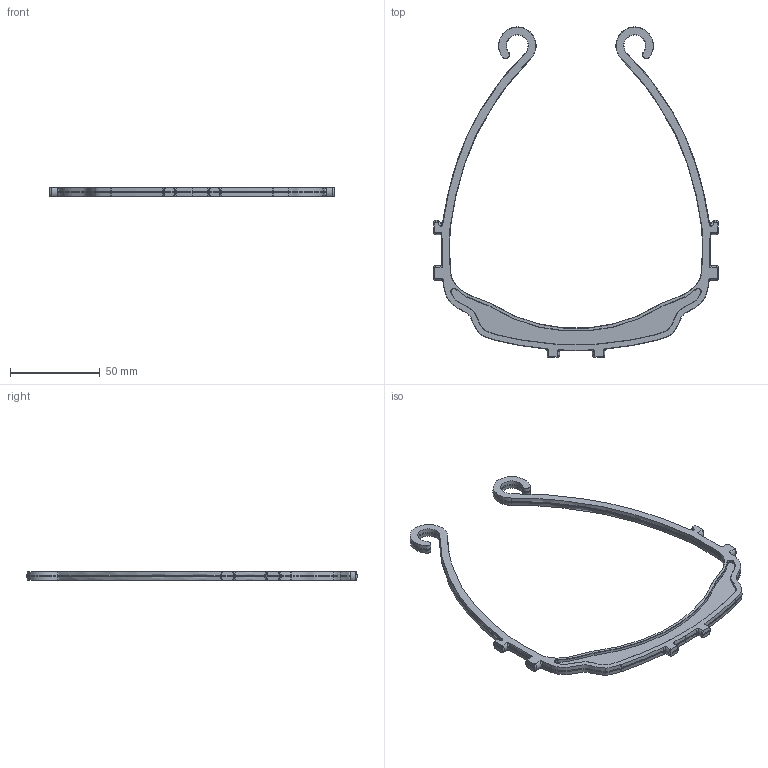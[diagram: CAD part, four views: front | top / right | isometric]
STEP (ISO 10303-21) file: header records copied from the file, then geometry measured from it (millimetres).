
FILE_DESCRIPTION(/* description */ (''),/* implementation_level */ '2;1');
FILE_NAME(/* name */ 'headband_IM_Thicc.stp',/* time_stamp */ '2020-03-31T15:25:45-04:00',/* author */ ('Clevo'),/* organization */ (''),/* preprocessor_version */ 'ST-DEVELOPER v18',/* originating_system */ 'Autodesk Inventor 2020',/* authorisation */ '');
FILE_SCHEMA (('AUTOMOTIVE_DESIGN { 1 0 10303 214 3 1 1 }'));
Length unit declared in the file: millimetre
Products named in the file (1): headband_IM_Thicc
Bounding box: 158.68 x 184.17 x 5 mm (x, y, z)
Volume: 14818 mm3; surface area: 14089.6 mm2
Topology: 1 solids, 1 shells, 333 faces, 876 edges, 547 vertices
Faces by surface type: bspline 226, plane 46, cylinder 27, cone 20, torus 14
Entity records: 20789 total; most frequent: CARTESIAN_POINT 14297, ORIENTED_EDGE 1752, EDGE_CURVE 876, DIRECTION 638, VERTEX_POINT 547, B_SPLINE_CURVE_WITH_KNOTS 546, EDGE_LOOP 335, FACE_OUTER_BOUND 333
